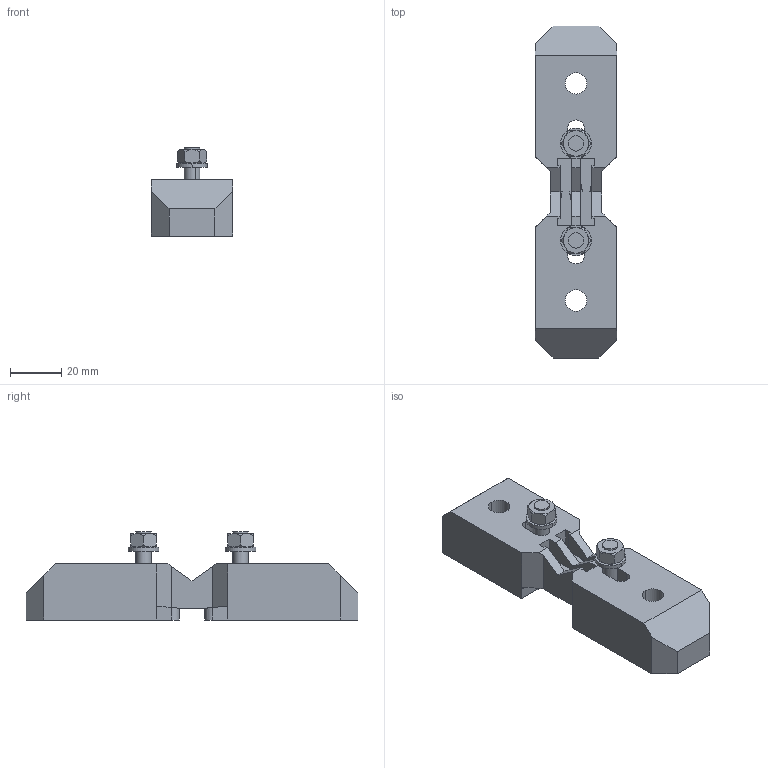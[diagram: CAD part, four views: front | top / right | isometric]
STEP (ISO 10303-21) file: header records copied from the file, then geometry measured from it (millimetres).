
FILE_DESCRIPTION(('STEP AP214'),'1');
FILE_NAME('cctmp_EFE1FE50-FA33-4CFE-99EC-856FB7421A9B_2022_10_31_13_55_59_0754..stp','2022-10-31T12:55:59',('Praher Valves GmbH'),('CADClick - www.CADClick.com'),'Spatial InterOp 3D',' ','unknown authorization');
FILE_SCHEMA(('AUTOMOTIVE_DESIGN'));
Length unit declared in the file: millimetre
Products named in the file (1): 141777
Bounding box: 32 x 130 x 34.5 mm (x, y, z)
Volume: 71863.8 mm3; surface area: 19791.7 mm2
Topology: 1 solids, 1 shells, 206 faces, 534 edges, 340 vertices
Faces by surface type: plane 130, cylinder 44, cone 32
Entity records: 8066 total; most frequent: CARTESIAN_POINT 1321, ORIENTED_EDGE 1068, DIRECTION 1024, EDGE_CURVE 534, LINE 362, VECTOR 362, VERTEX_POINT 340, AXIS2_PLACEMENT_3D 331
